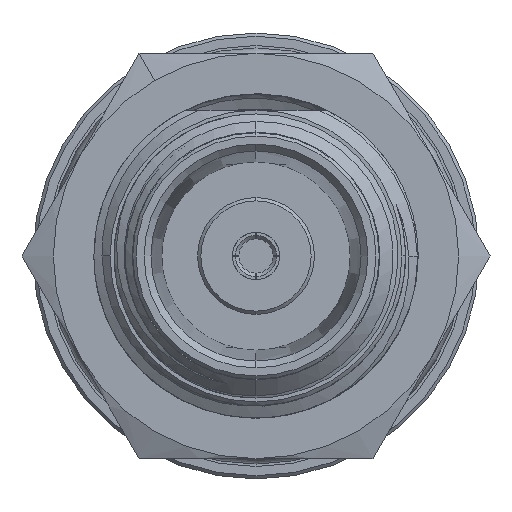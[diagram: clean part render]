
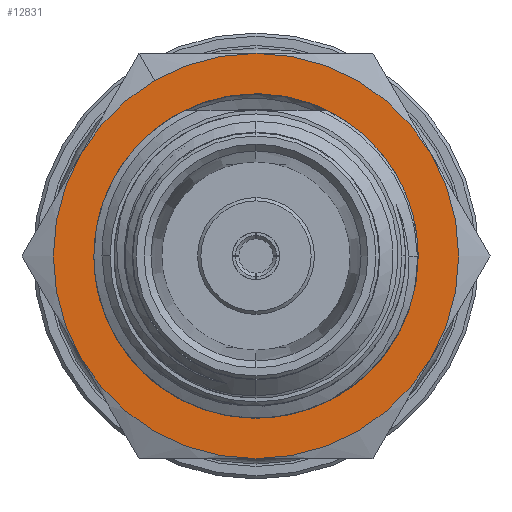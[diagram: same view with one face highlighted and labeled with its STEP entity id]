
A CAD part, left-side view. The second image highlights one B-rep face of the part: STEP entity #12831.
In plain terms, the highlighted planar face has unit normal (-1, 0, 0).
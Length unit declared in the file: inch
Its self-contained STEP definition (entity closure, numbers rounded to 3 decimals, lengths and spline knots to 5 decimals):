
#487 = FACE_OUTER_BOUND ( 'NONE', #3201, .T. ) ;
#619 = CIRCLE ( 'NONE', #3229, 0.3125 ) ;
#854 = EDGE_CURVE ( 'NONE', #17657, #23725, #23019, .T. ) ;
#1084 = CARTESIAN_POINT ( 'NONE',  ( 0.516, 0., 0. ) ) ;
#1178 = DIRECTION ( 'NONE',  ( 0., 0.5, 0.866 ) ) ;
#1220 = ORIENTED_EDGE ( 'NONE', *, *, #19851, .T. ) ;
#1938 = DIRECTION ( 'NONE',  ( 0., 0.5, 0.866 ) ) ;
#2009 = ORIENTED_EDGE ( 'NONE', *, *, #2458, .T. ) ;
#2306 = EDGE_CURVE ( 'NONE', #13701, #15398, #17548, .T. ) ;
#2458 = EDGE_CURVE ( 'NONE', #17657, #2697, #19042, .T. ) ;
#2697 = VERTEX_POINT ( 'NONE', #17541 ) ;
#3071 = CARTESIAN_POINT ( 'NONE',  ( 0.516, 0.22988, 0.09825 ) ) ;
#3098 = PLANE ( 'NONE',  #15117 ) ;
#3170 = EDGE_CURVE ( 'NONE', #2697, #5204, #12324, .T. ) ;
#3201 = EDGE_LOOP ( 'NONE', ( #2009, #17716, #19038, #8627, #10277, #1220, #24712 ) ) ;
#3229 = AXIS2_PLACEMENT_3D ( 'NONE', #3430, #5314, #1178 ) ;
#3430 = CARTESIAN_POINT ( 'NONE',  ( 0.516, 0., 0. ) ) ;
#3468 = CARTESIAN_POINT ( 'NONE',  ( 0.516, 0., 0.3125 ) ) ;
#4082 = CIRCLE ( 'NONE', #7820, 0.25 ) ;
#4345 = CARTESIAN_POINT ( 'NONE',  ( 0.516, 0.23203, -0.09308 ) ) ;
#4664 = DIRECTION ( 'NONE',  ( -1., 0., 0. ) ) ;
#4678 = CIRCLE ( 'NONE', #24311, 0.3125 ) ;
#4711 = DIRECTION ( 'NONE',  ( 0., 0.5, 0.866 ) ) ;
#4744 = DIRECTION ( 'NONE',  ( 0., 0.5, 0.866 ) ) ;
#5051 = DIRECTION ( 'NONE',  ( 1., 0., 0. ) ) ;
#5204 = VERTEX_POINT ( 'NONE', #17594 ) ;
#5314 = DIRECTION ( 'NONE',  ( -1., 0., 0. ) ) ;
#5981 = VERTEX_POINT ( 'NONE', #17613 ) ;
#6171 = DIRECTION ( 'NONE',  ( -1., 0., 0. ) ) ;
#6408 = EDGE_CURVE ( 'NONE', #5204, #16528, #16220, .T. ) ;
#6581 = VERTEX_POINT ( 'NONE', #10565 ) ;
#7703 = DIRECTION ( 'NONE',  ( 1., 0., 0. ) ) ;
#7820 = AXIS2_PLACEMENT_3D ( 'NONE', #21330, #7703, #1938 ) ;
#8627 = ORIENTED_EDGE ( 'NONE', *, *, #19013, .T. ) ;
#9266 = AXIS2_PLACEMENT_3D ( 'NONE', #1084, #5051, #4711 ) ;
#9895 = CARTESIAN_POINT ( 'NONE',  ( 0.516, 0., 0. ) ) ;
#9998 = AXIS2_PLACEMENT_3D ( 'NONE', #18497, #4664, #4744 ) ;
#10022 = CARTESIAN_POINT ( 'NONE',  ( 0.516, 0., 0. ) ) ;
#10074 = DIRECTION ( 'NONE',  ( 0., 0.5, 0.866 ) ) ;
#10277 = ORIENTED_EDGE ( 'NONE', *, *, #20147, .T. ) ;
#10565 = CARTESIAN_POINT ( 'NONE',  ( 0.516, -0.27063, -0.15625 ) ) ;
#10790 = DIRECTION ( 'NONE',  ( 0., 0.5, 0.866 ) ) ;
#10959 = CARTESIAN_POINT ( 'NONE',  ( 0.516, 0., 0. ) ) ;
#11864 = CARTESIAN_POINT ( 'NONE',  ( 0.516, 0., 0. ) ) ;
#12069 = AXIS2_PLACEMENT_3D ( 'NONE', #24499, #12757, #10790 ) ;
#12324 = CIRCLE ( 'NONE', #18284, 0.3125 ) ;
#12757 = DIRECTION ( 'NONE',  ( -1., 0., 0. ) ) ;
#12831 = ADVANCED_FACE ( 'NONE', ( #22830, #487 ), #3098, .F. ) ;
#13701 = VERTEX_POINT ( 'NONE', #3071 ) ;
#13717 = DIRECTION ( 'NONE',  ( 0., 0.5, 0.866 ) ) ;
#13832 = DIRECTION ( 'NONE',  ( -1., 0., 0. ) ) ;
#14382 = EDGE_LOOP ( 'NONE', ( #19486, #23482 ) ) ;
#14555 = DIRECTION ( 'NONE',  ( 0., 0.5, 0.866 ) ) ;
#15117 = AXIS2_PLACEMENT_3D ( 'NONE', #10959, #20433, #14555 ) ;
#15393 = CARTESIAN_POINT ( 'NONE',  ( 0.516, 0.27063, -0.15625 ) ) ;
#15398 = VERTEX_POINT ( 'NONE', #4345 ) ;
#15816 = AXIS2_PLACEMENT_3D ( 'NONE', #9895, #13832, #17320 ) ;
#16060 = DIRECTION ( 'NONE',  ( -1., 0., 0. ) ) ;
#16220 = CIRCLE ( 'NONE', #9998, 0.3125 ) ;
#16528 = VERTEX_POINT ( 'NONE', #15393 ) ;
#17320 = DIRECTION ( 'NONE',  ( 0., 0.5, 0.866 ) ) ;
#17541 = CARTESIAN_POINT ( 'NONE',  ( 0.516, 0.15625, 0.27063 ) ) ;
#17548 = CIRCLE ( 'NONE', #9266, 0.25 ) ;
#17594 = CARTESIAN_POINT ( 'NONE',  ( 0.516, 0.27063, 0.15625 ) ) ;
#17613 = CARTESIAN_POINT ( 'NONE',  ( 0.516, 0., -0.3125 ) ) ;
#17657 = VERTEX_POINT ( 'NONE', #3468 ) ;
#17716 = ORIENTED_EDGE ( 'NONE', *, *, #3170, .T. ) ;
#18118 = DIRECTION ( 'NONE',  ( 0., 0.5, 0.866 ) ) ;
#18284 = AXIS2_PLACEMENT_3D ( 'NONE', #10022, #6171, #18118 ) ;
#18497 = CARTESIAN_POINT ( 'NONE',  ( 0.516, 0., 0. ) ) ;
#18812 = CARTESIAN_POINT ( 'NONE',  ( 0.516, -0.27063, 0.15625 ) ) ;
#18853 = EDGE_CURVE ( 'NONE', #15398, #13701, #4082, .T. ) ;
#19013 = EDGE_CURVE ( 'NONE', #16528, #5981, #4678, .T. ) ;
#19038 = ORIENTED_EDGE ( 'NONE', *, *, #6408, .T. ) ;
#19042 = CIRCLE ( 'NONE', #15816, 0.3125 ) ;
#19322 = CIRCLE ( 'NONE', #12069, 0.3125 ) ;
#19486 = ORIENTED_EDGE ( 'NONE', *, *, #2306, .T. ) ;
#19851 = EDGE_CURVE ( 'NONE', #6581, #23725, #19322, .T. ) ;
#20147 = EDGE_CURVE ( 'NONE', #5981, #6581, #619, .T. ) ;
#20433 = DIRECTION ( 'NONE',  ( 1., 0., 0. ) ) ;
#21330 = CARTESIAN_POINT ( 'NONE',  ( 0.516, 0., 0. ) ) ;
#21440 = CARTESIAN_POINT ( 'NONE',  ( 0.516, 0., 0. ) ) ;
#22830 = FACE_BOUND ( 'NONE', #14382, .T. ) ;
#23019 = CIRCLE ( 'NONE', #25083, 0.3125 ) ;
#23403 = DIRECTION ( 'NONE',  ( 1., 0., 0. ) ) ;
#23482 = ORIENTED_EDGE ( 'NONE', *, *, #18853, .T. ) ;
#23725 = VERTEX_POINT ( 'NONE', #18812 ) ;
#24311 = AXIS2_PLACEMENT_3D ( 'NONE', #11864, #16060, #10074 ) ;
#24499 = CARTESIAN_POINT ( 'NONE',  ( 0.516, 0., 0. ) ) ;
#24712 = ORIENTED_EDGE ( 'NONE', *, *, #854, .F. ) ;
#25083 = AXIS2_PLACEMENT_3D ( 'NONE', #21440, #23403, #13717 ) ;
